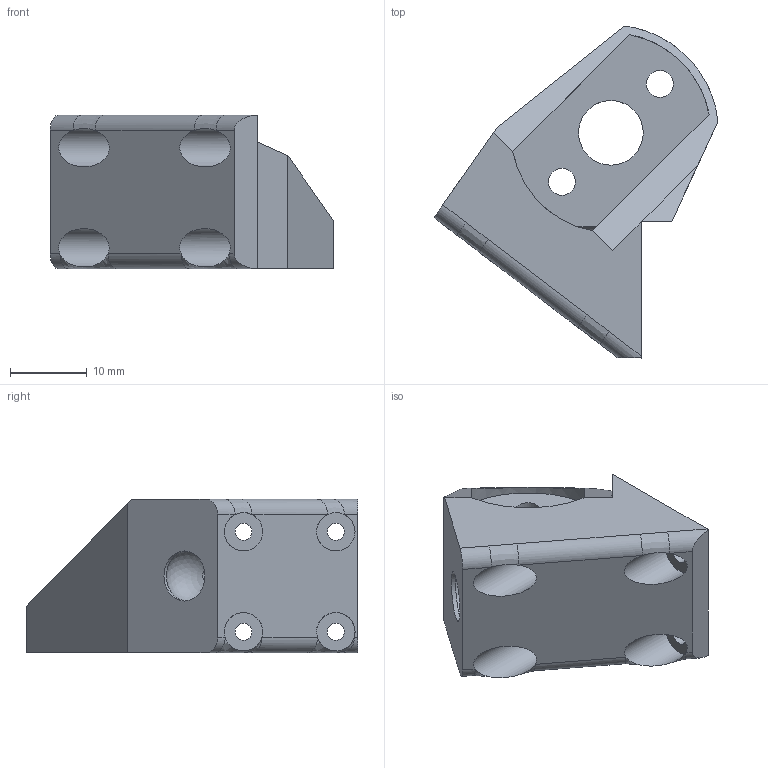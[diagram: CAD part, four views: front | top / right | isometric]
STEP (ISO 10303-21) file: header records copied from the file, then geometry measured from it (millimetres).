
FILE_DESCRIPTION(('FreeCAD Model'),'2;1');
FILE_NAME('Open CASCADE Shape Model','2022-10-17T19:05:07',(''),(''), 'Open CASCADE STEP processor 7.5','FreeCAD','Unknown');
FILE_SCHEMA(('AUTOMOTIVE_DESIGN { 1 0 10303 214 1 1 1 1 }'));
Length unit declared in the file: millimetre
Products named in the file (1): z_front_mount (Mirror #4)
Bounding box: 36.92 x 43.15 x 20 mm (x, y, z)
Volume: 8684.7 mm3; surface area: 5107 mm2
Topology: 1 solids, 1 shells, 50 faces, 134 edges, 85 vertices
Faces by surface type: cylinder 23, plane 21, bspline 5, sphere 1
Full cylindrical faces by diameter (mm): 1.25 x1, 2 x1, 2.2 x4, 3.5 x2, 5 x4, 6.5 x1, 8.4 x1
Entity records: 6733 total; most frequent: CARTESIAN_POINT 4173, DIRECTION 444, ORIENTED_EDGE 268, PCURVE 268, DEFINITIONAL_REPRESENTATION 268, LINE 242, VECTOR 242, EDGE_CURVE 134
